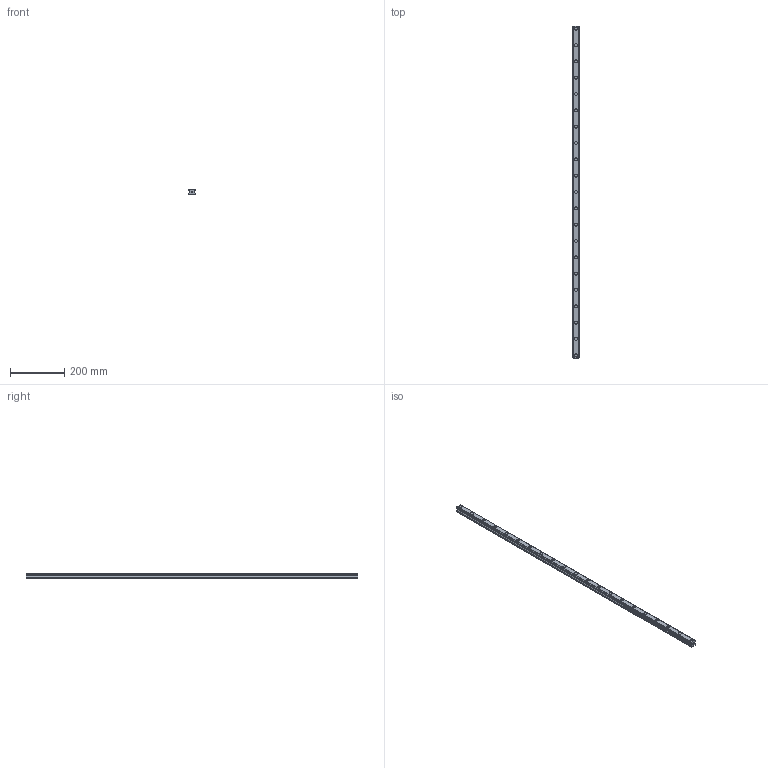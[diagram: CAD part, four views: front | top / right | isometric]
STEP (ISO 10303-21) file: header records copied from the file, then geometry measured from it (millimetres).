
FILE_DESCRIPTION(('STEP AP214'),'1');
FILE_NAME('cctmp_B1A2B2FC-E7BC-47EC-81CE-938102BC265C_2020_5_28_9_12_54_855..stp','2020-05-28T07:12:55',('HIWIN GmbH'),('CADClick - www.CADClick.com'),'Spatial InterOp 3D',' ','unknown authorization');
FILE_SCHEMA(('AUTOMOTIVE_DESIGN'));
Length unit declared in the file: millimetre
Products named in the file (1): HGR25R1220H_FILE
Bounding box: 23 x 1220 x 22 mm (x, y, z)
Volume: 506359.7 mm3; surface area: 126285.9 mm2
Topology: 1 solids, 1 shells, 363 faces, 945 edges, 630 vertices
Faces by surface type: plane 215, cylinder 148
Entity records: 14271 total; most frequent: DIRECTION 2137, CARTESIAN_POINT 1939, ORIENTED_EDGE 1890, EDGE_CURVE 945, AXIS2_PLACEMENT_3D 828, VERTEX_POINT 630, LINE 481, VECTOR 481
